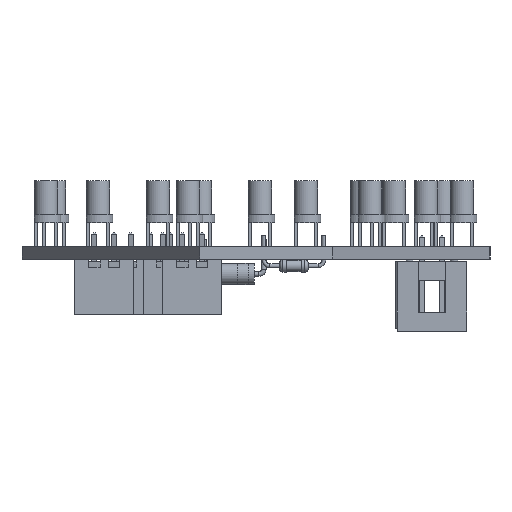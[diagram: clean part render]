
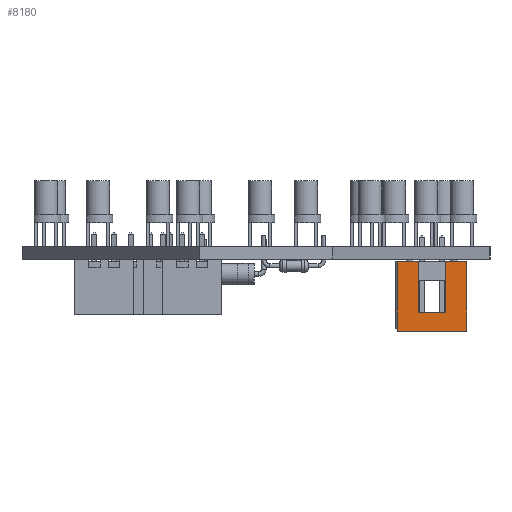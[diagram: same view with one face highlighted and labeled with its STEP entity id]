
A CAD part, front view. The second image highlights one B-rep face of the part: STEP entity #8180.
In plain terms, the highlighted planar face has unit normal (0, -1, 0).
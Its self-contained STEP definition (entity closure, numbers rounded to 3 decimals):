
#7884 = VERTEX_POINT('',#7885);
#7885 = CARTESIAN_POINT('',(-3.155,-15.26,0.25));
#7891 = EDGE_CURVE('',#7884,#7892,#7894,.T.);
#7892 = VERTEX_POINT('',#7893);
#7893 = CARTESIAN_POINT('',(-3.155,-15.26,9.1));
#7894 = LINE('',#7895,#7896);
#7895 = CARTESIAN_POINT('',(-3.155,-15.26,2.6));
#7896 = VECTOR('',#7897,1.);
#7897 = DIRECTION('',(0.,0.,1.));
#8009 = EDGE_CURVE('',#7892,#8010,#8012,.T.);
#8010 = VERTEX_POINT('',#8011);
#8011 = CARTESIAN_POINT('',(5.695,-15.26,9.1));
#8012 = LINE('',#8013,#8014);
#8013 = CARTESIAN_POINT('',(-3.155,-15.26,9.1));
#8014 = VECTOR('',#8015,1.);
#8015 = DIRECTION('',(1.,0.,0.));
#8180 = ADVANCED_FACE('',(#8181),#8231,.T.);
#8181 = FACE_BOUND('',#8182,.T.);
#8182 = EDGE_LOOP('',(#8183,#8184,#8192,#8200,#8208,#8216,#8224,#8230));
#8183 = ORIENTED_EDGE('',*,*,#7891,.F.);
#8184 = ORIENTED_EDGE('',*,*,#8185,.T.);
#8185 = EDGE_CURVE('',#7884,#8186,#8188,.T.);
#8186 = VERTEX_POINT('',#8187);
#8187 = CARTESIAN_POINT('',(-0.48,-15.26,0.25));
#8188 = LINE('',#8189,#8190);
#8189 = CARTESIAN_POINT('',(-3.155,-15.26,0.25));
#8190 = VECTOR('',#8191,1.);
#8191 = DIRECTION('',(1.,0.,0.));
#8192 = ORIENTED_EDGE('',*,*,#8193,.T.);
#8193 = EDGE_CURVE('',#8186,#8194,#8196,.T.);
#8194 = VERTEX_POINT('',#8195);
#8195 = CARTESIAN_POINT('',(-0.48,-15.26,6.75));
#8196 = LINE('',#8197,#8198);
#8197 = CARTESIAN_POINT('',(-0.48,-15.26,2.463));
#8198 = VECTOR('',#8199,1.);
#8199 = DIRECTION('',(0.,0.,1.));
#8200 = ORIENTED_EDGE('',*,*,#8201,.F.);
#8201 = EDGE_CURVE('',#8202,#8194,#8204,.T.);
#8202 = VERTEX_POINT('',#8203);
#8203 = CARTESIAN_POINT('',(3.02,-15.26,6.75));
#8204 = LINE('',#8205,#8206);
#8205 = CARTESIAN_POINT('',(1.27,-15.26,6.75));
#8206 = VECTOR('',#8207,1.);
#8207 = DIRECTION('',(-1.,0.,0.));
#8208 = ORIENTED_EDGE('',*,*,#8209,.T.);
#8209 = EDGE_CURVE('',#8202,#8210,#8212,.T.);
#8210 = VERTEX_POINT('',#8211);
#8211 = CARTESIAN_POINT('',(3.02,-15.26,0.25));
#8212 = LINE('',#8213,#8214);
#8213 = CARTESIAN_POINT('',(3.02,-15.26,2.463));
#8214 = VECTOR('',#8215,1.);
#8215 = DIRECTION('',(0.,0.,-1.));
#8216 = ORIENTED_EDGE('',*,*,#8217,.T.);
#8217 = EDGE_CURVE('',#8210,#8218,#8220,.T.);
#8218 = VERTEX_POINT('',#8219);
#8219 = CARTESIAN_POINT('',(5.695,-15.26,0.25));
#8220 = LINE('',#8221,#8222);
#8221 = CARTESIAN_POINT('',(-3.155,-15.26,0.25));
#8222 = VECTOR('',#8223,1.);
#8223 = DIRECTION('',(1.,0.,0.));
#8224 = ORIENTED_EDGE('',*,*,#8225,.T.);
#8225 = EDGE_CURVE('',#8218,#8010,#8226,.T.);
#8226 = LINE('',#8227,#8228);
#8227 = CARTESIAN_POINT('',(5.695,-15.26,0.25));
#8228 = VECTOR('',#8229,1.);
#8229 = DIRECTION('',(0.,0.,1.));
#8230 = ORIENTED_EDGE('',*,*,#8009,.F.);
#8231 = PLANE('',#8232);
#8232 = AXIS2_PLACEMENT_3D('',#8233,#8234,#8235);
#8233 = CARTESIAN_POINT('',(1.27,-15.26,4.675));
#8234 = DIRECTION('',(-0.,-1.,0.));
#8235 = DIRECTION('',(0.,0.,-1.));
